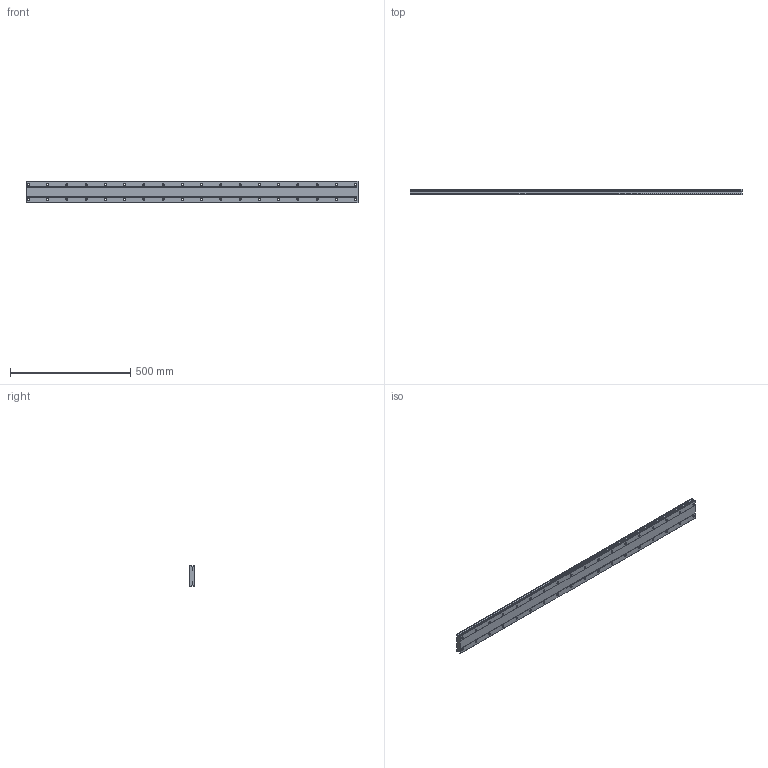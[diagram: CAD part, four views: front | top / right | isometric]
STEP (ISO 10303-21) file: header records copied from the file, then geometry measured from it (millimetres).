
FILE_DESCRIPTION (( 'STEP AP214' ), '1' );
FILE_NAME ('HRW50CA1SS-1380L_G10_0_B-PT18_619-75_0_0_0_1.STEP', '2021-07-07T12:07:01', ( '' ), ( '' ), 'SwSTEP 2.0', 'SolidWorks 2021', '' );
FILE_SCHEMA (( 'AUTOMOTIVE_DESIGN' ));
Length unit declared in the file: millimetre
Products named in the file (2): HRW50CA1SS-1380L_G10_0_B-PT18_619-75_0_0_0_1; _HRW50CA138010 Track
Assembly tree (1 placements, depth 2):
  HRW50CA1SS-1380L_G10_0_B-PT18_619-75_0_0_0_1
    _HRW50CA138010 Track
Bounding box: 1380 x 24 x 90 mm (x, y, z)
Volume: 2611376.2 mm3; surface area: 356404.2 mm2
Topology: 1 solids, 1 shells, 214 faces, 528 edges, 352 vertices
Faces by surface type: cylinder 148, plane 66
Entity records: 6698 total; most frequent: DIRECTION 1260, CARTESIAN_POINT 1098, ORIENTED_EDGE 1056, EDGE_CURVE 528, AXIS2_PLACEMENT_3D 514, VERTEX_POINT 352, EDGE_LOOP 322, CIRCLE 296
